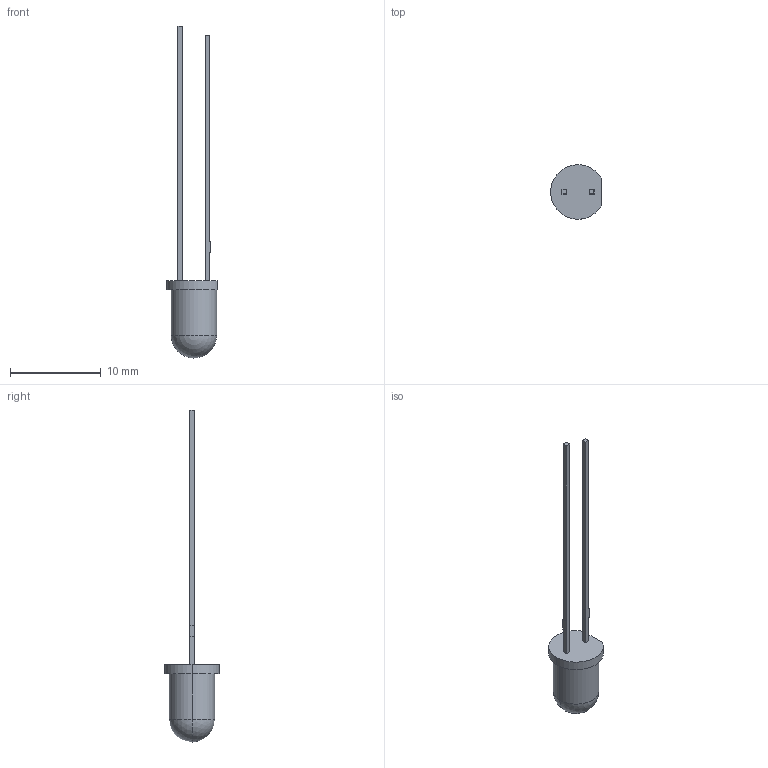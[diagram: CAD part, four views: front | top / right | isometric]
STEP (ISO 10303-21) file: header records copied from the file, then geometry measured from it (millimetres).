
FILE_DESCRIPTION (( 'STEP AP214' ), '1' );
FILE_NAME ('5mm LED.STEP', '2021-10-13T20:02:15', ( '' ), ( '' ), 'SwSTEP 2.0', 'SolidWorks 2020', '' );
FILE_SCHEMA (( 'AUTOMOTIVE_DESIGN' ));
Length unit declared in the file: inch
Products named in the file (1): 5mm LED
Bounding box: 5.58 x 6 x 36.5 mm (x, y, z)
Volume: 172.1 mm3; surface area: 283 mm2
Topology: 3 solids, 3 shells, 37 faces, 93 edges, 61 vertices
Faces by surface type: plane 31, cylinder 4, sphere 2
Entity records: 1127 total; most frequent: CARTESIAN_POINT 186, ORIENTED_EDGE 178, DIRECTION 175, EDGE_CURVE 89, VECTOR 79, LINE 79, VERTEX_POINT 59, AXIS2_PLACEMENT_3D 48
